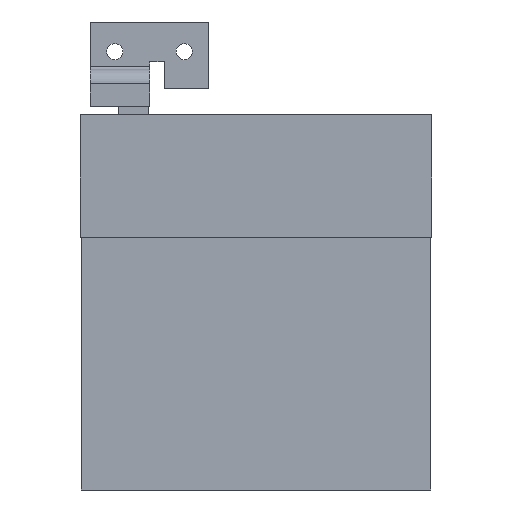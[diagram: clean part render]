
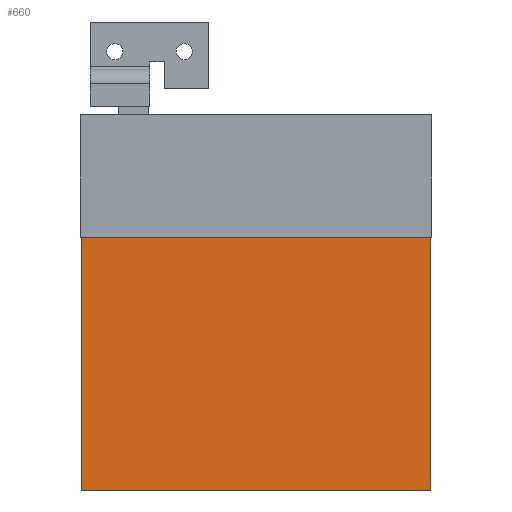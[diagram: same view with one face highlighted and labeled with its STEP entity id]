
A CAD part, front view. The second image highlights one B-rep face of the part: STEP entity #660.
In plain terms, the highlighted planar face has unit normal (0, -1, 0).
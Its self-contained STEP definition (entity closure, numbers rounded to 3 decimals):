
#647=AXIS2_PLACEMENT_3D('Plane Axis2P3D',#644,#645,#646) ;
#411=CARTESIAN_POINT('Vertex',(35.317,140.5,-27.017)) ;
#414=CARTESIAN_POINT('Line Origine',(0.,140.5,-27.017)) ;
#418=CARTESIAN_POINT('Vertex',(-35.317,140.5,-27.017)) ;
#594=CARTESIAN_POINT('Vertex',(35.317,140.5,24.)) ;
#597=CARTESIAN_POINT('Line Origine',(35.317,140.5,10.891)) ;
#616=CARTESIAN_POINT('Line Origine',(-35.317,140.5,10.891)) ;
#620=CARTESIAN_POINT('Vertex',(-35.317,140.5,24.)) ;
#644=CARTESIAN_POINT('Axis2P3D Location',(0.,140.5,18.)) ;
#649=CARTESIAN_POINT('Line Origine',(0.,140.5,24.)) ;
#415=DIRECTION('Vector Direction',(1.,0.,0.)) ;
#598=DIRECTION('Vector Direction',(0.,0.,1.)) ;
#617=DIRECTION('Vector Direction',(0.,0.,1.)) ;
#645=DIRECTION('Axis2P3D Direction',(0.,-1.,0.)) ;
#646=DIRECTION('Axis2P3D XDirection',(0.,0.,-1.)) ;
#650=DIRECTION('Vector Direction',(1.,0.,0.)) ;
#416=VECTOR('Line Direction',#415,1.) ;
#599=VECTOR('Line Direction',#598,1.) ;
#618=VECTOR('Line Direction',#617,1.) ;
#651=VECTOR('Line Direction',#650,1.) ;
#655=ORIENTED_EDGE('',*,*,#420,.T.) ;
#656=ORIENTED_EDGE('',*,*,#601,.F.) ;
#657=ORIENTED_EDGE('',*,*,#653,.F.) ;
#658=ORIENTED_EDGE('',*,*,#622,.T.) ;
#660=ADVANCED_FACE('Maniglia rotante diretta RHD',(#659),#648,.T.) ;
#420=EDGE_CURVE('',#419,#412,#417,.T.) ;
#601=EDGE_CURVE('',#595,#412,#600,.F.) ;
#622=EDGE_CURVE('',#621,#419,#619,.F.) ;
#653=EDGE_CURVE('',#621,#595,#652,.T.) ;
#654=EDGE_LOOP('',(#655,#656,#657,#658)) ;
#659=FACE_OUTER_BOUND('',#654,.T.) ;
#417=LINE('Line',#414,#416) ;
#600=LINE('Line',#597,#599) ;
#619=LINE('Line',#616,#618) ;
#652=LINE('Line',#649,#651) ;
#648=PLANE('',#647) ;
#412=VERTEX_POINT('',#411) ;
#419=VERTEX_POINT('',#418) ;
#595=VERTEX_POINT('',#594) ;
#621=VERTEX_POINT('',#620) ;
